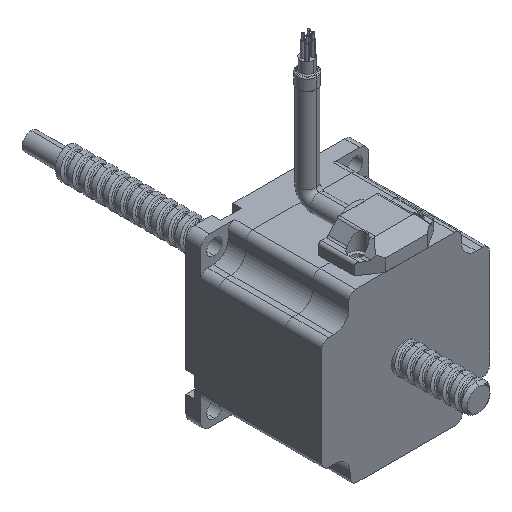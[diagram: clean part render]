
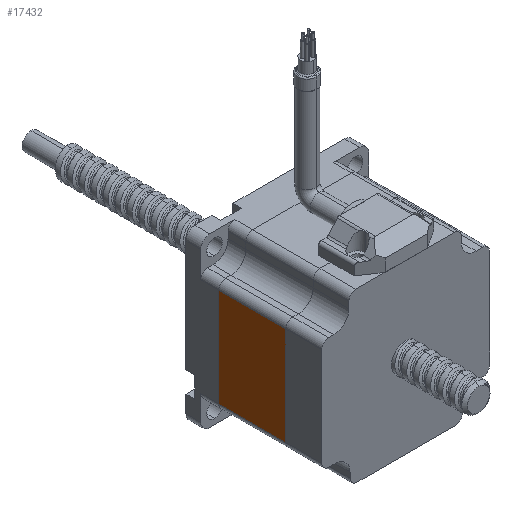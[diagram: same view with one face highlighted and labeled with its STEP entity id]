
A CAD part, isometric view. The second image highlights one B-rep face of the part: STEP entity #17432.
In plain terms, the highlighted planar face has unit normal (-1, 0, 0).
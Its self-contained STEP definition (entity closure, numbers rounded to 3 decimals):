
#277 = ORIENTED_EDGE ( 'NONE', *, *, #30724, .F. ) ;
#869 = PLANE ( 'NONE',  #33038 ) ;
#2987 = EDGE_CURVE ( 'NONE', #17583, #18780, #40299, .T. ) ;
#3226 = CARTESIAN_POINT ( 'NONE',  ( -28.1, -28.499, 16.3 ) ) ;
#4070 = CARTESIAN_POINT ( 'NONE',  ( -28.1, -40.5, -16.7 ) ) ;
#7391 = EDGE_CURVE ( 'NONE', #38024, #18780, #45129, .T. ) ;
#8034 = CARTESIAN_POINT ( 'NONE',  ( -28.1, -6., 16.3 ) ) ;
#9494 = CARTESIAN_POINT ( 'NONE',  ( -28.1, -28.499, 25.1 ) ) ;
#11372 = DIRECTION ( 'NONE',  ( 0., 0., -1. ) ) ;
#12026 = CARTESIAN_POINT ( 'NONE',  ( -28.1, -6., 25.1 ) ) ;
#13129 = VERTEX_POINT ( 'NONE', #3226 ) ;
#13553 = VECTOR ( 'NONE', #21401, 1000. ) ;
#14624 = VECTOR ( 'NONE', #15898, 1000. ) ;
#14644 = ORIENTED_EDGE ( 'NONE', *, *, #2987, .T. ) ;
#14781 = CARTESIAN_POINT ( 'NONE',  ( -28.1, 5., 25.1 ) ) ;
#15898 = DIRECTION ( 'NONE',  ( 0., 0., -1. ) ) ;
#17432 = ADVANCED_FACE ( 'NONE', ( #25502 ), #869, .F. ) ;
#17583 = VERTEX_POINT ( 'NONE', #8034 ) ;
#17730 = CARTESIAN_POINT ( 'NONE',  ( -28.1, -28.499, -16.7 ) ) ;
#18780 = VERTEX_POINT ( 'NONE', #38441 ) ;
#21401 = DIRECTION ( 'NONE',  ( 0., 1., 0. ) ) ;
#23399 = DIRECTION ( 'NONE',  ( 0., 0., -1. ) ) ;
#24134 = LINE ( 'NONE', #24355, #28496 ) ;
#24355 = CARTESIAN_POINT ( 'NONE',  ( -28.1, -40.5, 16.3 ) ) ;
#25502 = FACE_OUTER_BOUND ( 'NONE', #42904, .T. ) ;
#26841 = LINE ( 'NONE', #9494, #37028 ) ;
#27578 = DIRECTION ( 'NONE',  ( 0., 1., 0. ) ) ;
#28496 = VECTOR ( 'NONE', #27578, 1000. ) ;
#28506 = ORIENTED_EDGE ( 'NONE', *, *, #40456, .T. ) ;
#28718 = DIRECTION ( 'NONE',  ( 1., 0., 0. ) ) ;
#30724 = EDGE_CURVE ( 'NONE', #13129, #38024, #26841, .T. ) ;
#33038 = AXIS2_PLACEMENT_3D ( 'NONE', #14781, #28718, #11372 ) ;
#37028 = VECTOR ( 'NONE', #23399, 1000. ) ;
#38024 = VERTEX_POINT ( 'NONE', #17730 ) ;
#38441 = CARTESIAN_POINT ( 'NONE',  ( -28.1, -6., -16.7 ) ) ;
#40299 = LINE ( 'NONE', #12026, #14624 ) ;
#40456 = EDGE_CURVE ( 'NONE', #13129, #17583, #24134, .T. ) ;
#42904 = EDGE_LOOP ( 'NONE', ( #28506, #14644, #43522, #277 ) ) ;
#43522 = ORIENTED_EDGE ( 'NONE', *, *, #7391, .F. ) ;
#45129 = LINE ( 'NONE', #4070, #13553 ) ;
